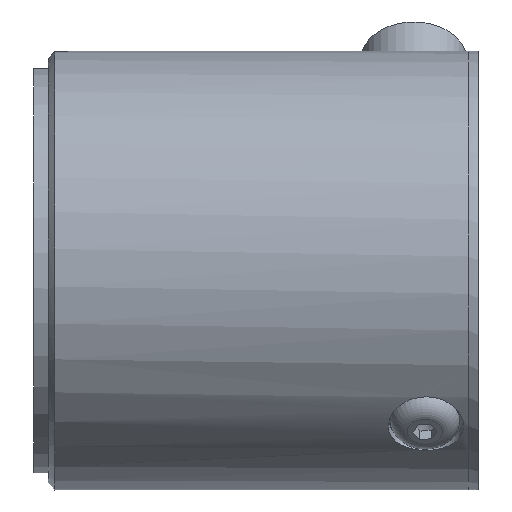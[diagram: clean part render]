
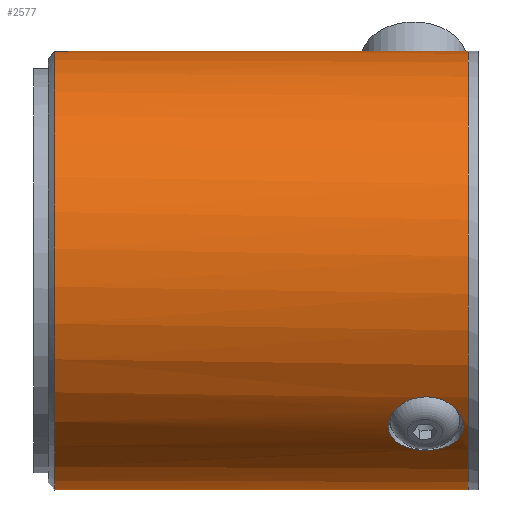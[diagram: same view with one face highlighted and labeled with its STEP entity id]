
A CAD part, left-side view. The second image highlights one B-rep face of the part: STEP entity #2577.
In plain terms, the highlighted cylindrical face has radius 25.082 mm (diameter 50.165 mm), a full revolution.
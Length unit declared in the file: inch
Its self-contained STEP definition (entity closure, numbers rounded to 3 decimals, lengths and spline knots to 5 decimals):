
#123=FACE_BOUND('',#1012,.T.);
#124=FACE_BOUND('',#1013,.T.);
#441=LINE('',#4573,#556);
#443=LINE('',#4582,#558);
#556=VECTOR('',#3590,0.3937);
#558=VECTOR('',#3600,0.3937);
#768=FACE_OUTER_BOUND('',#1011,.T.);
#1011=EDGE_LOOP('',(#2303,#2304,#2305,#2306,#2307));
#1012=EDGE_LOOP('',(#2308,#2309));
#1013=EDGE_LOOP('',(#2310));
#1131=CIRCLE('',#2750,0.9875);
#1195=CIRCLE('',#2901,0.9875);
#1233=B_SPLINE_CURVE_WITH_KNOTS('',3,(#4467,#4468,#4469,#4470,#4471,#4472,
#4473,#4474,#4475,#4476,#4477,#4478,#4479,#4480,#4481,#4482,#4483,#4484),
 .UNSPECIFIED.,.F.,.F.,(4,2,2,2,2,2,2,2,4),(0.65201,0.81501,
0.97801,1.14102,1.30402,1.46703,1.63003,
1.79303,1.95603),.UNSPECIFIED.);
#1234=B_SPLINE_CURVE_WITH_KNOTS('',3,(#4485,#4486,#4487,#4488,#4489,#4490,
#4491,#4492,#4493,#4494,#4495,#4496,#4497,#4498,#4499,#4500,#4501,#4502,
#4503),.UNSPECIFIED.,.F.,.F.,(4,2,2,2,3,2,2,2,4),(1.95603,2.11903,
2.28203,2.44504,2.60804,2.77105,2.93406,
3.09706,3.26006),.UNSPECIFIED.);
#1237=B_SPLINE_CURVE_WITH_KNOTS('',3,(#4584,#4585,#4586,#4587,#4588,#4589,
#4590,#4591,#4592,#4593),.UNSPECIFIED.,.F.,.F.,(4,2,2,2,4),(-1.88574,
-1.65001,-1.41427,-1.17857,-0.94287),
 .UNSPECIFIED.);
#1238=B_SPLINE_CURVE_WITH_KNOTS('',3,(#4594,#4595,#4596,#4597,#4598,#4599,
#4600,#4601,#4602,#4603),.UNSPECIFIED.,.F.,.F.,(4,2,2,2,4),(-0.94287,
-0.70717,-0.47147,-0.23573,0.),
 .UNSPECIFIED.);
#1344=VERTEX_POINT('',#4124);
#1346=VERTEX_POINT('',#4128);
#1431=VERTEX_POINT('',#4465);
#1432=VERTEX_POINT('',#4466);
#1439=VERTEX_POINT('',#4572);
#1441=VERTEX_POINT('',#4578);
#1442=VERTEX_POINT('',#4581);
#1443=VERTEX_POINT('',#4583);
#1606=EDGE_CURVE('',#1344,#1346,#1131,.T.);
#1728=EDGE_CURVE('',#1431,#1432,#1233,.T.);
#1729=EDGE_CURVE('',#1432,#1431,#1234,.T.);
#1738=EDGE_CURVE('',#1439,#1346,#441,.T.);
#1741=EDGE_CURVE('',#1441,#1441,#1195,.T.);
#1742=EDGE_CURVE('',#1344,#1442,#443,.T.);
#1743=EDGE_CURVE('',#1442,#1443,#1237,.T.);
#1744=EDGE_CURVE('',#1443,#1439,#1238,.T.);
#2303=ORIENTED_EDGE('',*,*,#1738,.T.);
#2304=ORIENTED_EDGE('',*,*,#1606,.F.);
#2305=ORIENTED_EDGE('',*,*,#1742,.T.);
#2306=ORIENTED_EDGE('',*,*,#1743,.T.);
#2307=ORIENTED_EDGE('',*,*,#1744,.T.);
#2308=ORIENTED_EDGE('',*,*,#1728,.T.);
#2309=ORIENTED_EDGE('',*,*,#1729,.T.);
#2310=ORIENTED_EDGE('',*,*,#1741,.F.);
#2431=CYLINDRICAL_SURFACE('',#2902,0.9875);
#2577=ADVANCED_FACE('',(#768,#123,#124),#2431,.T.);
#2750=AXIS2_PLACEMENT_3D('',#4134,#3245,#3246);
#2901=AXIS2_PLACEMENT_3D('',#4579,#3596,#3597);
#2902=AXIS2_PLACEMENT_3D('',#4580,#3598,#3599);
#3245=DIRECTION('center_axis',(0.,-1.,0.));
#3246=DIRECTION('ref_axis',(0.707,0.,-0.707));
#3590=DIRECTION('',(0.,-1.,0.));
#3596=DIRECTION('center_axis',(0.,1.,0.));
#3597=DIRECTION('ref_axis',(0.707,0.,-0.707));
#3598=DIRECTION('center_axis',(0.,-1.,0.));
#3599=DIRECTION('ref_axis',(0.707,0.,-0.707));
#3600=DIRECTION('',(0.,1.,0.));
#4124=CARTESIAN_POINT('',(0.50297,0.045,0.84981));
#4128=CARTESIAN_POINT('',(0.84981,0.045,0.50297));
#4134=CARTESIAN_POINT('Origin',(0.,0.045,
0.));
#4465=CARTESIAN_POINT('',(-0.69827,0.065,-0.69827));
#4466=CARTESIAN_POINT('',(-0.69827,0.405,-0.69827));
#4467=CARTESIAN_POINT('Ctrl Pts',(-0.69827,0.065,
-0.69827));
#4468=CARTESIAN_POINT('Ctrl Pts',(-0.68314,0.065,
-0.71339));
#4469=CARTESIAN_POINT('Ctrl Pts',(-0.66649,0.06928,
-0.72897));
#4470=CARTESIAN_POINT('Ctrl Pts',(-0.63492,0.08665,
-0.75662));
#4471=CARTESIAN_POINT('Ctrl Pts',(-0.62004,0.09972,
-0.76873));
#4472=CARTESIAN_POINT('Ctrl Pts',(-0.59611,0.12986,
-0.78742));
#4473=CARTESIAN_POINT('Ctrl Pts',(-0.58547,0.14895,
-0.79527));
#4474=CARTESIAN_POINT('Ctrl Pts',(-0.57121,0.19082,-0.80557));
#4475=CARTESIAN_POINT('Ctrl Pts',(-0.56763,0.21361,
-0.80805));
#4476=CARTESIAN_POINT('Ctrl Pts',(-0.56763,0.25639,
-0.80805));
#4477=CARTESIAN_POINT('Ctrl Pts',(-0.57121,0.27918,
-0.80557));
#4478=CARTESIAN_POINT('Ctrl Pts',(-0.58547,0.32105,
-0.79527));
#4479=CARTESIAN_POINT('Ctrl Pts',(-0.59611,0.34014,
-0.78742));
#4480=CARTESIAN_POINT('Ctrl Pts',(-0.62004,0.37028,-0.76873));
#4481=CARTESIAN_POINT('Ctrl Pts',(-0.63492,0.38335,-0.75662));
#4482=CARTESIAN_POINT('Ctrl Pts',(-0.66649,0.40072,
-0.72897));
#4483=CARTESIAN_POINT('Ctrl Pts',(-0.68314,0.405,
-0.71339));
#4484=CARTESIAN_POINT('Ctrl Pts',(-0.69827,0.405,
-0.69827));
#4485=CARTESIAN_POINT('Ctrl Pts',(-0.69827,0.405,
-0.69827));
#4486=CARTESIAN_POINT('Ctrl Pts',(-0.71339,0.405,-0.68314));
#4487=CARTESIAN_POINT('Ctrl Pts',(-0.72897,0.40072,
-0.66649));
#4488=CARTESIAN_POINT('Ctrl Pts',(-0.75662,0.38335,-0.63492));
#4489=CARTESIAN_POINT('Ctrl Pts',(-0.76873,0.37028,-0.62004));
#4490=CARTESIAN_POINT('Ctrl Pts',(-0.78742,0.34014,
-0.59611));
#4491=CARTESIAN_POINT('Ctrl Pts',(-0.79527,0.32105,
-0.58547));
#4492=CARTESIAN_POINT('Ctrl Pts',(-0.80557,0.27918,-0.57121));
#4493=CARTESIAN_POINT('Ctrl Pts',(-0.80805,0.25639,
-0.56763));
#4494=CARTESIAN_POINT('Ctrl Pts',(-0.80805,0.235,
-0.56763));
#4495=CARTESIAN_POINT('Ctrl Pts',(-0.80805,0.21361,
-0.56763));
#4496=CARTESIAN_POINT('Ctrl Pts',(-0.80557,0.19082,-0.57121));
#4497=CARTESIAN_POINT('Ctrl Pts',(-0.79527,0.14895,
-0.58547));
#4498=CARTESIAN_POINT('Ctrl Pts',(-0.78742,0.12986,
-0.59611));
#4499=CARTESIAN_POINT('Ctrl Pts',(-0.76873,0.09972,
-0.62004));
#4500=CARTESIAN_POINT('Ctrl Pts',(-0.75662,0.08665,-0.63492));
#4501=CARTESIAN_POINT('Ctrl Pts',(-0.72897,0.06928,
-0.66649));
#4502=CARTESIAN_POINT('Ctrl Pts',(-0.71339,0.065,
-0.68314));
#4503=CARTESIAN_POINT('Ctrl Pts',(-0.69827,0.065,
-0.69827));
#4572=CARTESIAN_POINT('',(0.84981,0.29,0.50297));
#4573=CARTESIAN_POINT('',(0.84981,1.935,0.50297));
#4578=CARTESIAN_POINT('',(-0.69827,1.905,0.69827));
#4579=CARTESIAN_POINT('Origin',(0.,1.905,0.));
#4580=CARTESIAN_POINT('Origin',(0.,1.935,0.));
#4581=CARTESIAN_POINT('',(0.50297,0.29,0.84981));
#4582=CARTESIAN_POINT('',(0.50297,1.935,0.84981));
#4583=CARTESIAN_POINT('',(0.69827,0.53525,0.69827));
#4584=CARTESIAN_POINT('Ctrl Pts',(0.50297,0.29,0.84981));
#4585=CARTESIAN_POINT('Ctrl Pts',(0.50297,0.32094,0.84981));
#4586=CARTESIAN_POINT('Ctrl Pts',(0.50854,0.35384,0.84659));
#4587=CARTESIAN_POINT('Ctrl Pts',(0.53044,0.41422,0.83304));
#4588=CARTESIAN_POINT('Ctrl Pts',(0.54671,0.44171,0.82265));
#4589=CARTESIAN_POINT('Ctrl Pts',(0.58287,0.48512,0.79743));
#4590=CARTESIAN_POINT('Ctrl Pts',(0.60521,0.50397,0.78089));
#4591=CARTESIAN_POINT('Ctrl Pts',(0.652,0.52904,0.74228));
#4592=CARTESIAN_POINT('Ctrl Pts',(0.6764,0.53525,0.72014));
#4593=CARTESIAN_POINT('Ctrl Pts',(0.69827,0.53525,0.69827));
#4594=CARTESIAN_POINT('Ctrl Pts',(0.69827,0.53525,0.69827));
#4595=CARTESIAN_POINT('Ctrl Pts',(0.72014,0.53525,0.6764));
#4596=CARTESIAN_POINT('Ctrl Pts',(0.74228,0.52904,0.652));
#4597=CARTESIAN_POINT('Ctrl Pts',(0.78089,0.50397,0.60521));
#4598=CARTESIAN_POINT('Ctrl Pts',(0.79743,0.48512,0.58287));
#4599=CARTESIAN_POINT('Ctrl Pts',(0.82265,0.44171,0.54671));
#4600=CARTESIAN_POINT('Ctrl Pts',(0.83304,0.41422,0.53044));
#4601=CARTESIAN_POINT('Ctrl Pts',(0.84659,0.35384,0.50854));
#4602=CARTESIAN_POINT('Ctrl Pts',(0.84981,0.32094,0.50297));
#4603=CARTESIAN_POINT('Ctrl Pts',(0.84981,0.29,0.50297));
